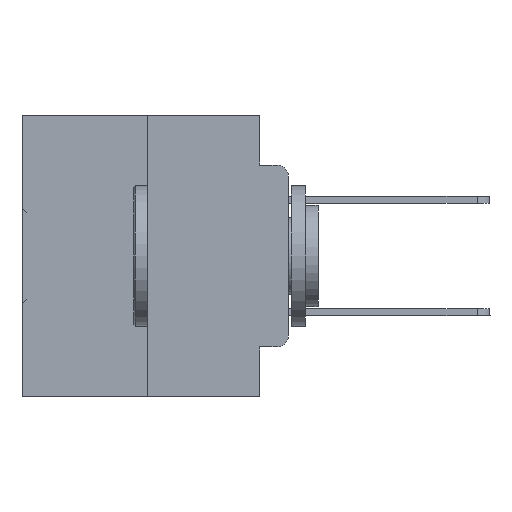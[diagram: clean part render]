
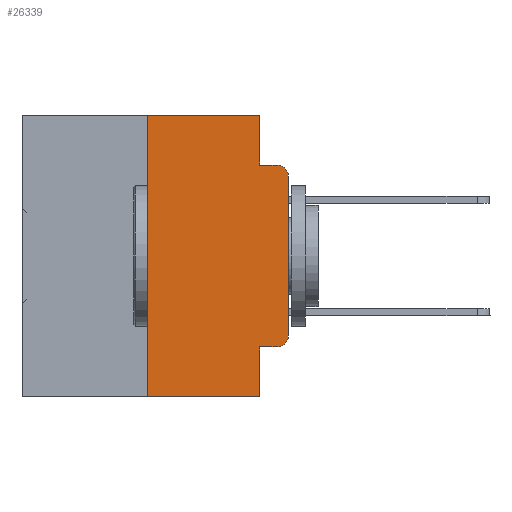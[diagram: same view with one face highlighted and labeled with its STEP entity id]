
A CAD part, left-side view. The second image highlights one B-rep face of the part: STEP entity #26339.
In plain terms, the highlighted planar face has unit normal (-1, 0, 0).
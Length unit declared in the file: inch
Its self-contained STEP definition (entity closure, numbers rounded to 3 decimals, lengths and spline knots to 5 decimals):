
#10 = AXIS2_PLACEMENT_3D ( 'NONE', #33213, #16745, #3169 ) ;
#354 = CIRCLE ( 'NONE', #3236, 0.02 ) ;
#1036 = EDGE_CURVE ( 'NONE', #18882, #22333, #354, .T. ) ;
#1427 = LINE ( 'NONE', #18247, #3591 ) ;
#1556 = VECTOR ( 'NONE', #18838, 39.37008 ) ;
#1720 = ORIENTED_EDGE ( 'NONE', *, *, #18996, .F. ) ;
#2579 = VERTEX_POINT ( 'NONE', #30340 ) ;
#2757 = CARTESIAN_POINT ( 'NONE',  ( 0., 0.051, -0.0885 ) ) ;
#2772 = CARTESIAN_POINT ( 'NONE',  ( 0., 0.051, 0. ) ) ;
#3169 = DIRECTION ( 'NONE',  ( 0., 0., -1. ) ) ;
#3236 = AXIS2_PLACEMENT_3D ( 'NONE', #23251, #6972, #12526 ) ;
#3591 = VECTOR ( 'NONE', #10199, 39.37008 ) ;
#4258 = VERTEX_POINT ( 'NONE', #34617 ) ;
#4525 = EDGE_CURVE ( 'NONE', #17227, #2579, #1427, .T. ) ;
#5144 = VERTEX_POINT ( 'NONE', #33214 ) ;
#5382 = EDGE_CURVE ( 'NONE', #17227, #4258, #27921, .T. ) ;
#5727 = CARTESIAN_POINT ( 'NONE',  ( 0., 0., -0.1085 ) ) ;
#5941 = VECTOR ( 'NONE', #14984, 39.37008 ) ;
#6206 = VERTEX_POINT ( 'NONE', #2757 ) ;
#6238 = ORIENTED_EDGE ( 'NONE', *, *, #16167, .F. ) ;
#6763 = CARTESIAN_POINT ( 'NONE',  ( 0., 0.25, 0. ) ) ;
#6914 = DIRECTION ( 'NONE',  ( 0., -1., 0. ) ) ;
#6972 = DIRECTION ( 'NONE',  ( -1., 0., 0. ) ) ;
#7001 = VERTEX_POINT ( 'NONE', #35201 ) ;
#7786 = CARTESIAN_POINT ( 'NONE',  ( 0., 0.02, -0.0885 ) ) ;
#8138 = CARTESIAN_POINT ( 'NONE',  ( 0., 0., 0. ) ) ;
#8141 = AXIS2_PLACEMENT_3D ( 'NONE', #19873, #29736, #29202 ) ;
#9236 = EDGE_CURVE ( 'NONE', #5144, #6206, #21520, .T. ) ;
#9497 = DIRECTION ( 'NONE',  ( 0., -1., 0. ) ) ;
#10199 = DIRECTION ( 'NONE',  ( 0., -1., 0. ) ) ;
#10460 = ORIENTED_EDGE ( 'NONE', *, *, #34890, .F. ) ;
#11373 = CARTESIAN_POINT ( 'NONE',  ( 0., 0.051, -0.4115 ) ) ;
#11955 = VERTEX_POINT ( 'NONE', #14836 ) ;
#12228 = ORIENTED_EDGE ( 'NONE', *, *, #12546, .T. ) ;
#12526 = DIRECTION ( 'NONE',  ( 0., 0., -1. ) ) ;
#12546 = EDGE_CURVE ( 'NONE', #34160, #7001, #21033, .T. ) ;
#12896 = LINE ( 'NONE', #23089, #34259 ) ;
#14836 = CARTESIAN_POINT ( 'NONE',  ( 0., 0., -0.3915 ) ) ;
#14984 = DIRECTION ( 'NONE',  ( 0., 0., 1. ) ) ;
#15022 = VECTOR ( 'NONE', #26953, 39.37008 ) ;
#15151 = CARTESIAN_POINT ( 'NONE',  ( 0., 0.051, -0.4115 ) ) ;
#16010 = ORIENTED_EDGE ( 'NONE', *, *, #18638, .T. ) ;
#16167 = EDGE_CURVE ( 'NONE', #4258, #5144, #12896, .T. ) ;
#16400 = PLANE ( 'NONE',  #10 ) ;
#16745 = DIRECTION ( 'NONE',  ( 1., 0., 0. ) ) ;
#17227 = VERTEX_POINT ( 'NONE', #32684 ) ;
#18247 = CARTESIAN_POINT ( 'NONE',  ( 0., 0.473, -0.5 ) ) ;
#18638 = EDGE_CURVE ( 'NONE', #7001, #11955, #27017, .T. ) ;
#18838 = DIRECTION ( 'NONE',  ( 0., 0., -1. ) ) ;
#18882 = VERTEX_POINT ( 'NONE', #5727 ) ;
#18996 = EDGE_CURVE ( 'NONE', #34160, #2579, #31293, .T. ) ;
#19053 = LINE ( 'NONE', #8138, #15022 ) ;
#19178 = ORIENTED_EDGE ( 'NONE', *, *, #4525, .T. ) ;
#19704 = EDGE_CURVE ( 'NONE', #11955, #18882, #19053, .T. ) ;
#19873 = CARTESIAN_POINT ( 'NONE',  ( 0., 0.02, -0.3915 ) ) ;
#21033 = LINE ( 'NONE', #15151, #21051 ) ;
#21036 = ORIENTED_EDGE ( 'NONE', *, *, #1036, .T. ) ;
#21051 = VECTOR ( 'NONE', #6914, 39.37008 ) ;
#21520 = LINE ( 'NONE', #2772, #1556 ) ;
#22333 = VERTEX_POINT ( 'NONE', #7786 ) ;
#23089 = CARTESIAN_POINT ( 'NONE',  ( 0., 0.473, 0. ) ) ;
#23102 = ORIENTED_EDGE ( 'NONE', *, *, #9236, .F. ) ;
#23251 = CARTESIAN_POINT ( 'NONE',  ( 0., 0.02, -0.1085 ) ) ;
#23539 = VECTOR ( 'NONE', #25392, 39.37008 ) ;
#25392 = DIRECTION ( 'NONE',  ( 0., 0., -1. ) ) ;
#26208 = ORIENTED_EDGE ( 'NONE', *, *, #19704, .T. ) ;
#26339 = ADVANCED_FACE ( 'NONE', ( #30376 ), #16400, .F. ) ;
#26953 = DIRECTION ( 'NONE',  ( 0., 0., 1. ) ) ;
#27017 = CIRCLE ( 'NONE', #8141, 0.02 ) ;
#27475 = DIRECTION ( 'NONE',  ( 0., -1., 0. ) ) ;
#27921 = LINE ( 'NONE', #6763, #5941 ) ;
#28265 = CARTESIAN_POINT ( 'NONE',  ( 0., 0.051, 0. ) ) ;
#28383 = VECTOR ( 'NONE', #27475, 39.37008 ) ;
#29202 = DIRECTION ( 'NONE',  ( 0., 0., -1. ) ) ;
#29736 = DIRECTION ( 'NONE',  ( -1., 0., 0. ) ) ;
#30340 = CARTESIAN_POINT ( 'NONE',  ( 0., 0.051, -0.5 ) ) ;
#30376 = FACE_OUTER_BOUND ( 'NONE', #35183, .T. ) ;
#30689 = CARTESIAN_POINT ( 'NONE',  ( 0., 0.051, -0.0885 ) ) ;
#31293 = LINE ( 'NONE', #28265, #23539 ) ;
#32684 = CARTESIAN_POINT ( 'NONE',  ( 0., 0.25, -0.5 ) ) ;
#33213 = CARTESIAN_POINT ( 'NONE',  ( 0., 0.473, 0. ) ) ;
#33214 = CARTESIAN_POINT ( 'NONE',  ( 0., 0.051, 0. ) ) ;
#33349 = LINE ( 'NONE', #30689, #28383 ) ;
#34160 = VERTEX_POINT ( 'NONE', #11373 ) ;
#34259 = VECTOR ( 'NONE', #9497, 39.37008 ) ;
#34617 = CARTESIAN_POINT ( 'NONE',  ( 0., 0.25, 0. ) ) ;
#34746 = ORIENTED_EDGE ( 'NONE', *, *, #5382, .F. ) ;
#34890 = EDGE_CURVE ( 'NONE', #6206, #22333, #33349, .T. ) ;
#35183 = EDGE_LOOP ( 'NONE', ( #26208, #21036, #10460, #23102, #6238, #34746, #19178, #1720, #12228, #16010 ) ) ;
#35201 = CARTESIAN_POINT ( 'NONE',  ( 0., 0.02, -0.4115 ) ) ;
